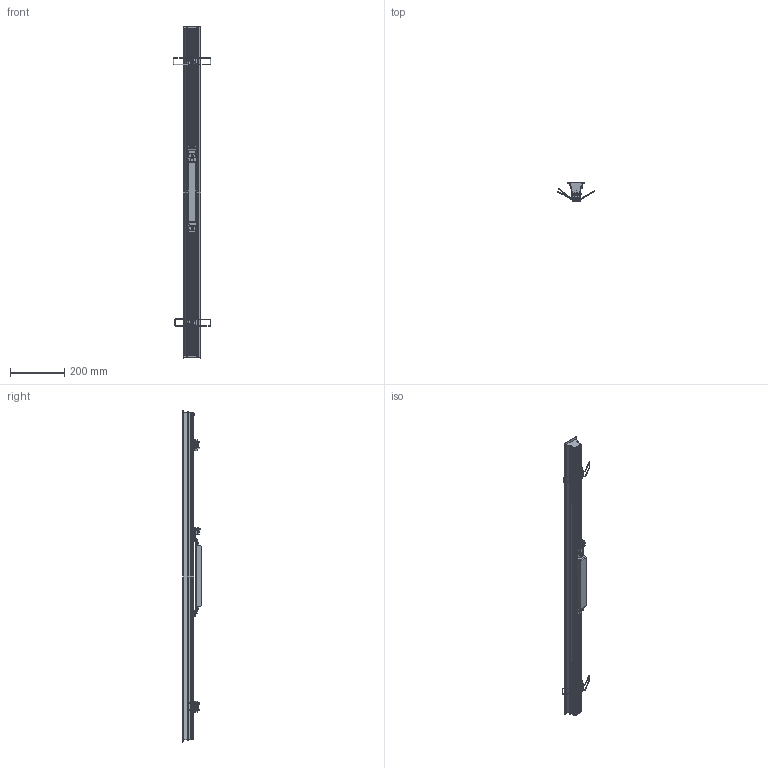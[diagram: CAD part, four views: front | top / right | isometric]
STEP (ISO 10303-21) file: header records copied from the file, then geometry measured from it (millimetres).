
FILE_DESCRIPTION (( 'STEP AP214' ), '1' );
FILE_NAME ('Sepehr Mid assemstp.STEP', '2019-07-06T10:14:44', ( '' ), ( '' ), 'SwSTEP 2.0', 'SolidWorks 2018', '' );
FILE_SCHEMA (( 'AUTOMOTIVE_DESIGN' ));
Length unit declared in the file: millimetre
Products named in the file (17): Sepehr Mid assemstp; Rivet nut m3  - 12PL1100001-16-01; Rivet nut m5  - 12PL1100001-12-01; Terminal  - 12PL1100001-08-01; LED Holder  - 12PL1100001-11-01; defuser  - 12PL1100001-09-01; Driver Holder2  - 12PL1100001-06-01; Driver Holder1  - 12PL1100001-05-01; Spring Holder mid  - 12PL1100001-03-03; Vasher 3  - 12PL1100001-15-01; Screw M3 L8 Auto  - 12PL1100001-13-01_7981W   4  8  G-mattssons; Screw m3 L8  - 12PL1100001-14-01; Spring 60  - 12PL1100001-04-01; Driver  - 12PL1100001-07-01; Cap  - 12PL1100001-02-01; LED line  - 12PL1100001-10-01; Main Profile  - 12PL1100001-01-02
Assembly tree (49 placements, depth 2):
  Sepehr Mid assemstp
    Main Profile  - 12PL1100001-01-02
    Cap  - 12PL1100001-02-01  x2
    Screw M3 L8 Auto  - 12PL1100001-13-01_7981W   4  8  G-mattssons  x18
    LED line  - 12PL1100001-10-01
    LED Holder  - 12PL1100001-11-01  x7
    defuser  - 12PL1100001-09-01
    Spring Holder mid  - 12PL1100001-03-03  x4
    Spring 60  - 12PL1100001-04-01  x4
    Driver  - 12PL1100001-07-01
    Driver Holder2  - 12PL1100001-06-01
    Driver Holder1  - 12PL1100001-05-01
    Terminal  - 12PL1100001-08-01
    Vasher 3  - 12PL1100001-15-01  x2
    Screw m3 L8  - 12PL1100001-14-01  x2
    Rivet nut m3  - 12PL1100001-16-01  x2
    Rivet nut m5  - 12PL1100001-12-01
Bounding box: 137.12 x 69.13 x 1220 mm (x, y, z)
Volume: 570128.9 mm3; surface area: 632438.9 mm2
Topology: 49 solids, 49 shells, 3963 faces, 10261 edges, 6558 vertices
Faces by surface type: plane 1857, cylinder 1395, cone 468, bspline 199, torus 44
Entity records: 84530 total; most frequent: CARTESIAN_POINT 24446, ORIENTED_EDGE 10342, DIRECTION 9704, EDGE_CURVE 5171, VECTOR 3558, LINE 3558, VERTEX_POINT 3396, AXIS2_PLACEMENT_3D 3073
